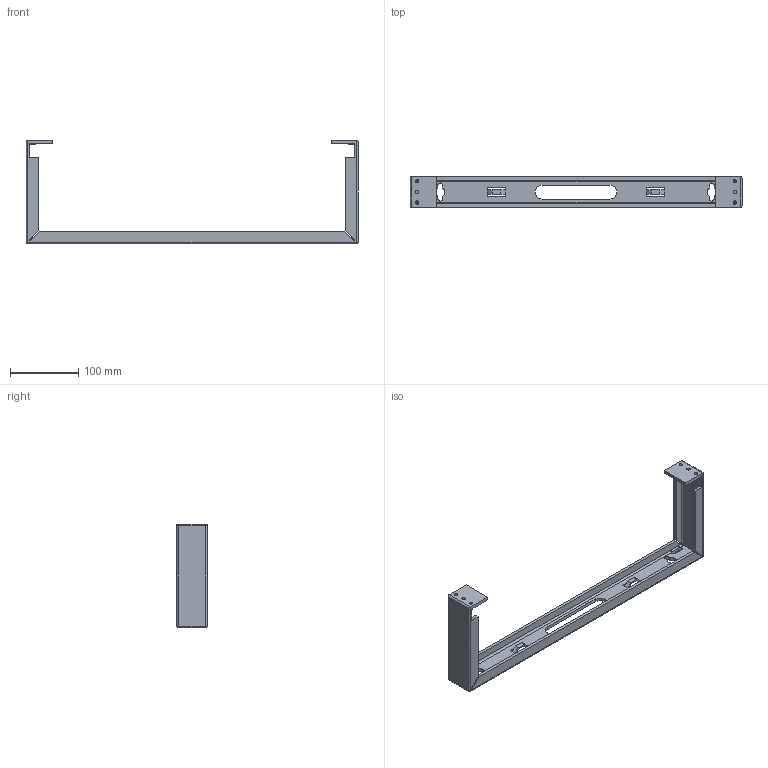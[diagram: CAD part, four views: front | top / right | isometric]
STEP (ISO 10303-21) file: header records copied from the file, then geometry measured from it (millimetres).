
FILE_DESCRIPTION (( 'STEP AP214' ), '1' );
FILE_NAME ('RP00003-1.STEP', '2018-11-26T19:27:10', ( '' ), ( '' ), 'SwSTEP 2.0', 'SolidWorks 2017', '' );
FILE_SCHEMA (( 'AUTOMOTIVE_DESIGN' ));
Length unit declared in the file: inch
Products named in the file (1): RP00003-1
Bounding box: 486 x 44.5 x 152 mm (x, y, z)
Volume: 251428.9 mm3; surface area: 114860.9 mm2
Topology: 1 solids, 1 shells, 201 faces, 553 edges, 342 vertices
Faces by surface type: plane 90, cylinder 81, bspline 14, torus 12, sphere 4
Entity records: 7796 total; most frequent: CARTESIAN_POINT 1713, ORIENTED_EDGE 1098, DIRECTION 1089, EDGE_CURVE 549, AXIS2_PLACEMENT_3D 378, VERTEX_POINT 342, LINE 333, VECTOR 333
